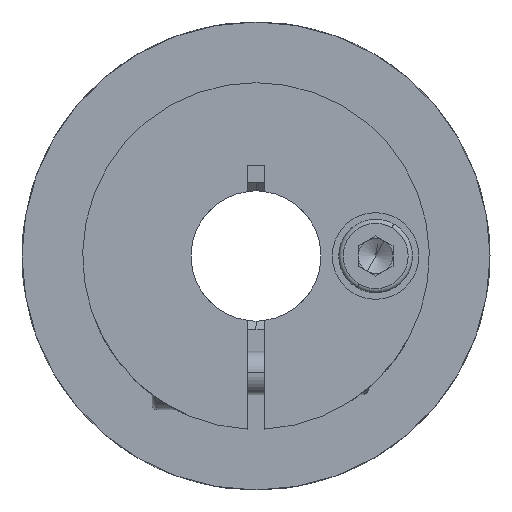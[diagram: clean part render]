
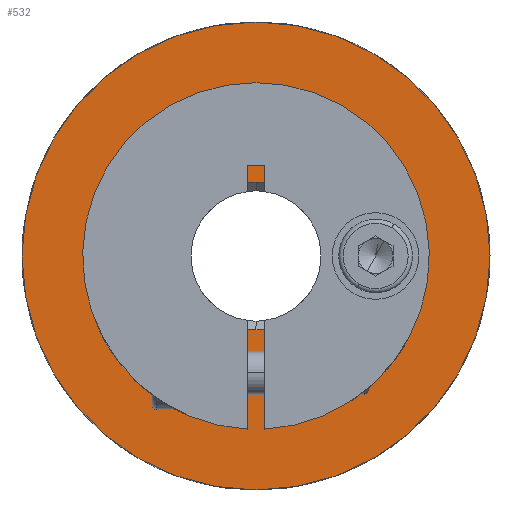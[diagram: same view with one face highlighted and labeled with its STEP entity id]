
A CAD part, left-side view. The second image highlights one B-rep face of the part: STEP entity #532.
In plain terms, the highlighted planar face has unit normal (-1, 0, 0).
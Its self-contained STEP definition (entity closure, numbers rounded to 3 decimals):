
#60 = EDGE_LOOP ( 'NONE', ( #1561, #2438 ) ) ;
#106 = CARTESIAN_POINT ( 'NONE',  ( 0., 0., 0. ) ) ;
#186 = EDGE_LOOP ( 'NONE', ( #5683, #3728 ) ) ;
#397 = EDGE_CURVE ( 'NONE', #1969, #2111, #5699, .T. ) ;
#498 = AXIS2_PLACEMENT_3D ( 'NONE', #4159, #2434, #4254 ) ;
#523 = PLANE ( 'NONE',  #498 ) ;
#532 = ADVANCED_FACE ( 'NONE', ( #2289, #1913, #5152 ), #523, .F. ) ;
#536 = EDGE_CURVE ( 'NONE', #4793, #1360, #1727, .T. ) ;
#623 = CARTESIAN_POINT ( 'NONE',  ( 0., 0., 0. ) ) ;
#669 = AXIS2_PLACEMENT_3D ( 'NONE', #106, #5528, #5498 ) ;
#770 = VERTEX_POINT ( 'NONE', #4049 ) ;
#854 = DIRECTION ( 'NONE',  ( -1., 0., 0. ) ) ;
#856 = CARTESIAN_POINT ( 'NONE',  ( 0., 0., 27. ) ) ;
#879 = DIRECTION ( 'NONE',  ( 1., 0., 0. ) ) ;
#1038 = CARTESIAN_POINT ( 'NONE',  ( 0., 0., -27. ) ) ;
#1220 = CIRCLE ( 'NONE', #4724, 2.1 ) ;
#1291 = CARTESIAN_POINT ( 'NONE',  ( 0., -13.8, 0. ) ) ;
#1318 = DIRECTION ( 'NONE',  ( 0., 0., -1. ) ) ;
#1360 = VERTEX_POINT ( 'NONE', #1038 ) ;
#1416 = DIRECTION ( 'NONE',  ( 0., 0., 1. ) ) ;
#1561 = ORIENTED_EDGE ( 'NONE', *, *, #397, .T. ) ;
#1572 = CARTESIAN_POINT ( 'NONE',  ( 0., 0., 0. ) ) ;
#1727 = CIRCLE ( 'NONE', #669, 27. ) ;
#1913 = FACE_BOUND ( 'NONE', #4133, .T. ) ;
#1929 = CARTESIAN_POINT ( 'NONE',  ( 0., 0., -8.525 ) ) ;
#1960 = CIRCLE ( 'NONE', #2414, 27. ) ;
#1969 = VERTEX_POINT ( 'NONE', #3549 ) ;
#2111 = VERTEX_POINT ( 'NONE', #1929 ) ;
#2289 = FACE_BOUND ( 'NONE', #60, .T. ) ;
#2335 = DIRECTION ( 'NONE',  ( -1., 0., 0. ) ) ;
#2409 = DIRECTION ( 'NONE',  ( 0., 0., 1. ) ) ;
#2414 = AXIS2_PLACEMENT_3D ( 'NONE', #623, #2335, #2409 ) ;
#2421 = CIRCLE ( 'NONE', #5759, 2.1 ) ;
#2434 = DIRECTION ( 'NONE',  ( 1., 0., 0. ) ) ;
#2438 = ORIENTED_EDGE ( 'NONE', *, *, #5712, .T. ) ;
#2601 = CARTESIAN_POINT ( 'NONE',  ( 0., -13.8, 2.1 ) ) ;
#2811 = VERTEX_POINT ( 'NONE', #2601 ) ;
#3131 = AXIS2_PLACEMENT_3D ( 'NONE', #1572, #4080, #5819 ) ;
#3196 = CIRCLE ( 'NONE', #5490, 8.525 ) ;
#3427 = ORIENTED_EDGE ( 'NONE', *, *, #4648, .F. ) ;
#3549 = CARTESIAN_POINT ( 'NONE',  ( 0., 0., 8.525 ) ) ;
#3728 = ORIENTED_EDGE ( 'NONE', *, *, #5125, .T. ) ;
#3934 = DIRECTION ( 'NONE',  ( 0., 0., 1. ) ) ;
#3935 = EDGE_CURVE ( 'NONE', #770, #2811, #1220, .T. ) ;
#4049 = CARTESIAN_POINT ( 'NONE',  ( 0., -13.8, -2.1 ) ) ;
#4080 = DIRECTION ( 'NONE',  ( 1., 0., 0. ) ) ;
#4133 = EDGE_LOOP ( 'NONE', ( #3427, #4459 ) ) ;
#4159 = CARTESIAN_POINT ( 'NONE',  ( 0., 7.525, 0. ) ) ;
#4207 = CARTESIAN_POINT ( 'NONE',  ( 0., -13.8, 0. ) ) ;
#4254 = DIRECTION ( 'NONE',  ( 0., 0., -1. ) ) ;
#4415 = CARTESIAN_POINT ( 'NONE',  ( 0., 0., 0. ) ) ;
#4459 = ORIENTED_EDGE ( 'NONE', *, *, #3935, .F. ) ;
#4648 = EDGE_CURVE ( 'NONE', #2811, #770, #2421, .T. ) ;
#4724 = AXIS2_PLACEMENT_3D ( 'NONE', #1291, #854, #3934 ) ;
#4793 = VERTEX_POINT ( 'NONE', #856 ) ;
#5125 = EDGE_CURVE ( 'NONE', #1360, #4793, #1960, .T. ) ;
#5152 = FACE_OUTER_BOUND ( 'NONE', #186, .T. ) ;
#5489 = DIRECTION ( 'NONE',  ( -1., 0., 0. ) ) ;
#5490 = AXIS2_PLACEMENT_3D ( 'NONE', #4415, #879, #1318 ) ;
#5498 = DIRECTION ( 'NONE',  ( 0., 0., 1. ) ) ;
#5528 = DIRECTION ( 'NONE',  ( -1., 0., 0. ) ) ;
#5683 = ORIENTED_EDGE ( 'NONE', *, *, #536, .T. ) ;
#5699 = CIRCLE ( 'NONE', #3131, 8.525 ) ;
#5712 = EDGE_CURVE ( 'NONE', #2111, #1969, #3196, .T. ) ;
#5759 = AXIS2_PLACEMENT_3D ( 'NONE', #4207, #5489, #1416 ) ;
#5819 = DIRECTION ( 'NONE',  ( 0., 0., -1. ) ) ;
